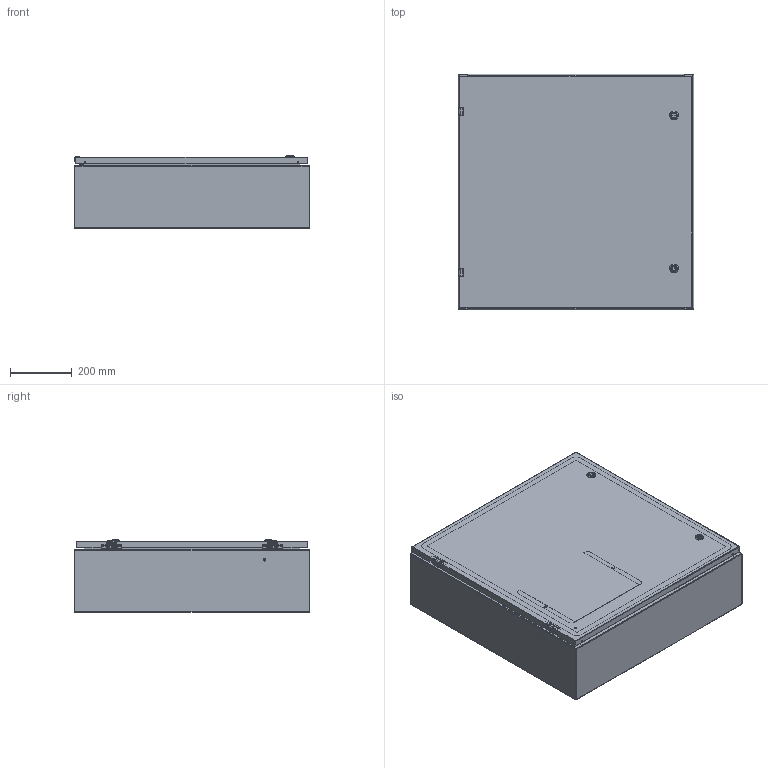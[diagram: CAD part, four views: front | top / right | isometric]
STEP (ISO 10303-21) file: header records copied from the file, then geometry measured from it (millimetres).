
FILE_DESCRIPTION (( 'STEP AP214' ), '1' );
FILE_NAME ('SCE-30EL3008LP.STEP', '2022-10-13T10:03:09', ( '' ), ( '' ), 'SwSTEP 2.0', 'SolidWorks 2021', '' );
FILE_SCHEMA (( 'AUTOMOTIVE_DESIGN' ));
Length unit declared in the file: inch
Products named in the file (1): SCE-30EL3008LP
Bounding box: 762 x 762 x 234.45 mm (x, y, z)
Volume: 5733578.1 mm3; surface area: 5324149.6 mm2
Topology: 47 solids, 47 shells, 2843 faces, 7491 edges, 4708 vertices
Faces by surface type: plane 1115, cylinder 858, bspline 652, cone 110, torus 72, sphere 36
Entity records: 157405 total; most frequent: CARTESIAN_POINT 54933, ORIENTED_EDGE 14794, DIRECTION 11915, EDGE_CURVE 7397, VERTEX_POINT 4708, AXIS2_PLACEMENT_3D 4338, LINE 3239, VECTOR 3239
